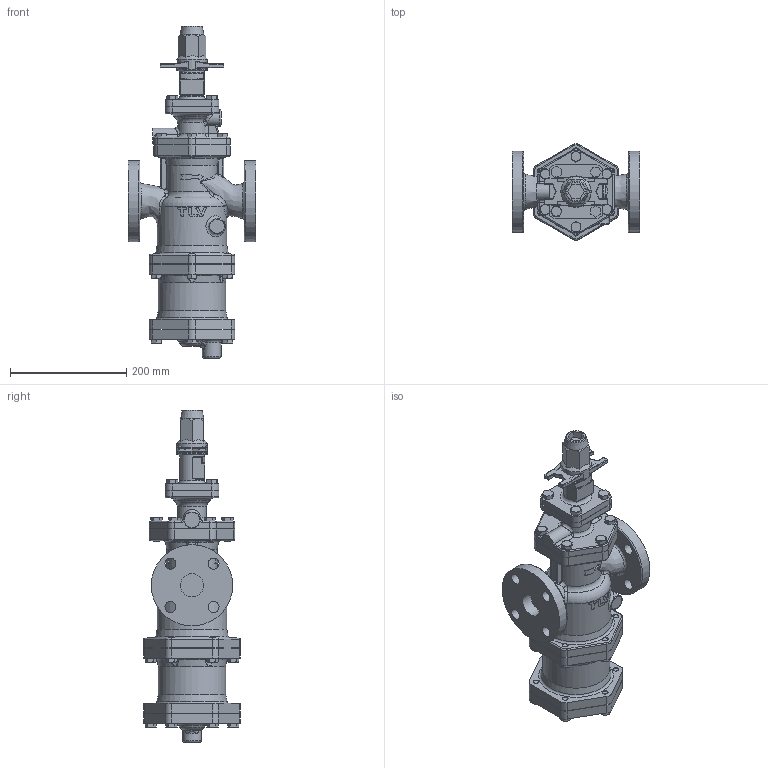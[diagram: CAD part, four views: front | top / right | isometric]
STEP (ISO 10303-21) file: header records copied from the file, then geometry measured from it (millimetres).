
FILE_DESCRIPTION(/* description */ (''),/* implementation_level */ '2;1');
FILE_NAME(/* name */ 'acs10-040-jis10-00.stp',/* time_stamp */ '2017-11-13T16:17:15+09:00',/* author */ ('nakaot'),/* organization */ (''),/* preprocessor_version */ 'ST-DEVELOPER v15.6',/* originating_system */ 'Autodesk Inventor 2015',/* authorisation */ '');
FILE_SCHEMA (('CONFIG_CONTROL_DESIGN'));
Length unit declared in the file: millimetre
Products named in the file (1): acs10-040-jis10-00
Bounding box: 220 x 166.02 x 572 mm (x, y, z)
Volume: 5538132.4 mm3; surface area: 525423.7 mm2
Topology: 6 solids, 6 shells, 1030 faces, 2493 edges, 1513 vertices
Faces by surface type: plane 365, cylinder 255, bspline 188, cone 134, torus 72, sphere 16
Full cylindrical faces by diameter (mm): 8.376 x22, 10 x22, 12 x22, 17.475 x1, 19 x8, 27 x1, 28 x1, 32 x1, 40 x2, 42 x1, 45 x1, 52 x1, 80 x4, 116 x1, 120 x1, 140 x2
Entity records: 37007 total; most frequent: CARTESIAN_POINT 15424, ORIENTED_EDGE 4546, DIRECTION 4148, EDGE_CURVE 2273, AXIS2_PLACEMENT_3D 1682, VERTEX_POINT 1450, EDGE_LOOP 1285, FACE_OUTER_BOUND 1030
